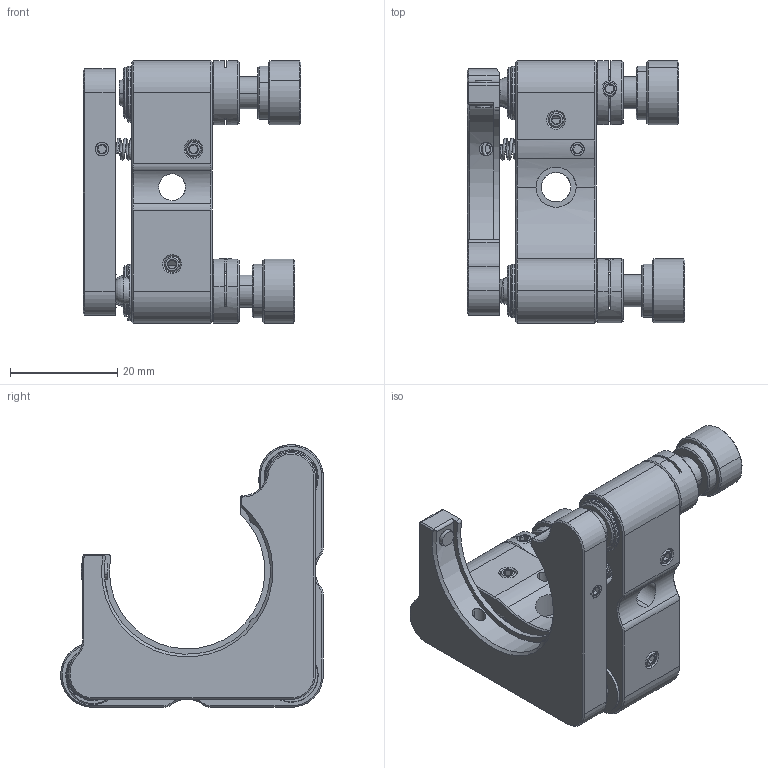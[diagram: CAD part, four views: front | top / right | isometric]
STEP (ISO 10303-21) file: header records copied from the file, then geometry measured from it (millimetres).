
FILE_DESCRIPTION (( 'STEP AP203' ), '1' );
FILE_NAME ('1.1.2.17_ZJK-30-2_光学调整架开口式用于φ30mm光学元件，两轴，Rev.A.STEP', '2022-04-28T00:52:37', ( '' ), ( '' ), 'SwSTEP 2.0', 'SolidWorks 2021', '' );
FILE_SCHEMA (( 'CONFIG_CONTROL_DESIGN' ));
Length unit declared in the file: millimetre
Products named in the file (1): 1.1.2.17_ZJK-30-2_光学调整架开口式用于φ30mm光学元件，两轴，Rev.A
Bounding box: 40.6 x 49 x 49 mm (x, y, z)
Surface area: 14121.9 mm2 (no closed solid volume)
Topology: 0 solids, 42 shells, 465 faces, 1232 edges, 794 vertices
Faces by surface type: cone 160, plane 151, cylinder 126, bspline 12, sphere 8, torus 8
Entity records: 41540 total; most frequent: CARTESIAN_POINT 30114, DIRECTION 2457, ORIENTED_EDGE 2159, EDGE_CURVE 1212, AXIS2_PLACEMENT_3D 969, VERTEX_POINT 788, EDGE_LOOP 530, LINE 519
